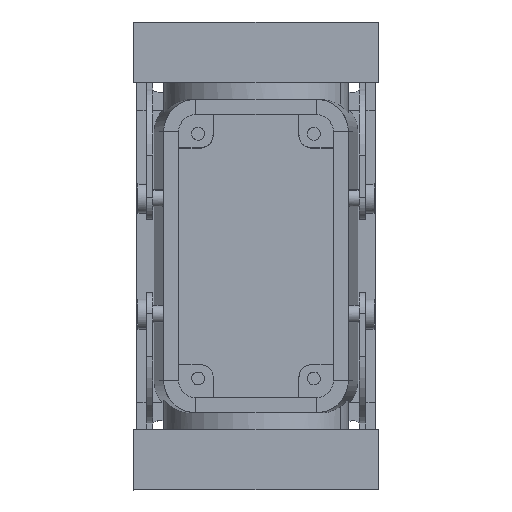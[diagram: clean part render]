
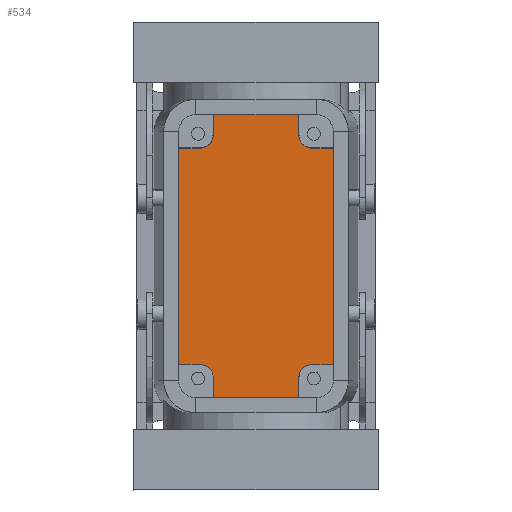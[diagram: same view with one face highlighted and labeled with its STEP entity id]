
A CAD part, top view. The second image highlights one B-rep face of the part: STEP entity #534.
In plain terms, the highlighted planar face has unit normal (0, 0, 1).
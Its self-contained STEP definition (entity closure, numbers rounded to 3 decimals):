
#411=AXIS2_PLACEMENT_3D('Circle Axis2P3D',#409,#410,$) ;
#425=AXIS2_PLACEMENT_3D('Plane Axis2P3D',#422,#423,#424) ;
#429=AXIS2_PLACEMENT_3D('Circle Axis2P3D',#427,#428,$) ;
#464=AXIS2_PLACEMENT_3D('Circle Axis2P3D',#462,#463,$) ;
#492=AXIS2_PLACEMENT_3D('Circle Axis2P3D',#490,#491,$) ;
#183=CARTESIAN_POINT('Vertex',(18.5,82.75,5.5)) ;
#186=CARTESIAN_POINT('Line Origine',(18.5,85.125,5.5)) ;
#190=CARTESIAN_POINT('Vertex',(18.5,87.5,5.5)) ;
#385=CARTESIAN_POINT('Vertex',(10.5,79.75,5.5)) ;
#388=CARTESIAN_POINT('Line Origine',(13.,79.75,5.5)) ;
#392=CARTESIAN_POINT('Vertex',(15.5,79.75,5.5)) ;
#409=CARTESIAN_POINT('Axis2P3D Location',(15.5,82.75,5.5)) ;
#422=CARTESIAN_POINT('Axis2P3D Location',(28.5,54.5,5.5)) ;
#427=CARTESIAN_POINT('Axis2P3D Location',(41.5,82.75,5.5)) ;
#431=CARTESIAN_POINT('Vertex',(38.5,82.75,5.5)) ;
#433=CARTESIAN_POINT('Vertex',(41.5,79.75,5.5)) ;
#436=CARTESIAN_POINT('Line Origine',(38.5,85.125,5.5)) ;
#440=CARTESIAN_POINT('Vertex',(38.5,87.5,5.5)) ;
#443=CARTESIAN_POINT('Line Origine',(28.5,87.5,5.5)) ;
#448=CARTESIAN_POINT('Line Origine',(10.5,54.5,5.5)) ;
#452=CARTESIAN_POINT('Vertex',(10.5,29.25,5.5)) ;
#455=CARTESIAN_POINT('Line Origine',(13.,29.25,5.5)) ;
#459=CARTESIAN_POINT('Vertex',(15.5,29.25,5.5)) ;
#462=CARTESIAN_POINT('Axis2P3D Location',(15.5,26.25,5.5)) ;
#466=CARTESIAN_POINT('Vertex',(18.5,26.25,5.5)) ;
#469=CARTESIAN_POINT('Line Origine',(18.5,23.875,5.5)) ;
#473=CARTESIAN_POINT('Vertex',(18.5,21.5,5.5)) ;
#476=CARTESIAN_POINT('Line Origine',(28.5,21.5,5.5)) ;
#480=CARTESIAN_POINT('Vertex',(38.5,21.5,5.5)) ;
#483=CARTESIAN_POINT('Line Origine',(38.5,23.875,5.5)) ;
#487=CARTESIAN_POINT('Vertex',(38.5,26.25,5.5)) ;
#490=CARTESIAN_POINT('Axis2P3D Location',(41.5,26.25,5.5)) ;
#494=CARTESIAN_POINT('Vertex',(41.5,29.25,5.5)) ;
#497=CARTESIAN_POINT('Line Origine',(44.,29.25,5.5)) ;
#501=CARTESIAN_POINT('Vertex',(46.5,29.25,5.5)) ;
#504=CARTESIAN_POINT('Line Origine',(46.5,54.5,5.5)) ;
#508=CARTESIAN_POINT('Vertex',(46.5,79.75,5.5)) ;
#511=CARTESIAN_POINT('Line Origine',(44.,79.75,5.5)) ;
#187=DIRECTION('Vector Direction',(0.,1.,0.)) ;
#389=DIRECTION('Vector Direction',(1.,0.,0.)) ;
#410=DIRECTION('Axis2P3D Direction',(-0.,0.,-1.)) ;
#423=DIRECTION('Axis2P3D Direction',(0.,-0.,1.)) ;
#424=DIRECTION('Axis2P3D XDirection',(0.,1.,0.)) ;
#428=DIRECTION('Axis2P3D Direction',(0.,-0.,1.)) ;
#437=DIRECTION('Vector Direction',(0.,1.,0.)) ;
#444=DIRECTION('Vector Direction',(-1.,0.,0.)) ;
#449=DIRECTION('Vector Direction',(0.,1.,0.)) ;
#456=DIRECTION('Vector Direction',(1.,0.,0.)) ;
#463=DIRECTION('Axis2P3D Direction',(0.,-0.,1.)) ;
#470=DIRECTION('Vector Direction',(0.,-1.,0.)) ;
#477=DIRECTION('Vector Direction',(1.,0.,0.)) ;
#484=DIRECTION('Vector Direction',(0.,-1.,0.)) ;
#491=DIRECTION('Axis2P3D Direction',(0.,-0.,1.)) ;
#498=DIRECTION('Vector Direction',(-1.,0.,0.)) ;
#505=DIRECTION('Vector Direction',(0.,-1.,0.)) ;
#512=DIRECTION('Vector Direction',(-1.,0.,0.)) ;
#188=VECTOR('Line Direction',#187,1.) ;
#390=VECTOR('Line Direction',#389,1.) ;
#438=VECTOR('Line Direction',#437,1.) ;
#445=VECTOR('Line Direction',#444,1.) ;
#450=VECTOR('Line Direction',#449,1.) ;
#457=VECTOR('Line Direction',#456,1.) ;
#471=VECTOR('Line Direction',#470,1.) ;
#478=VECTOR('Line Direction',#477,1.) ;
#485=VECTOR('Line Direction',#484,1.) ;
#499=VECTOR('Line Direction',#498,1.) ;
#506=VECTOR('Line Direction',#505,1.) ;
#513=VECTOR('Line Direction',#512,1.) ;
#517=ORIENTED_EDGE('',*,*,#435,.F.) ;
#518=ORIENTED_EDGE('',*,*,#442,.T.) ;
#519=ORIENTED_EDGE('',*,*,#447,.T.) ;
#520=ORIENTED_EDGE('',*,*,#192,.F.) ;
#521=ORIENTED_EDGE('',*,*,#413,.F.) ;
#522=ORIENTED_EDGE('',*,*,#394,.F.) ;
#523=ORIENTED_EDGE('',*,*,#454,.T.) ;
#524=ORIENTED_EDGE('',*,*,#461,.T.) ;
#525=ORIENTED_EDGE('',*,*,#468,.F.) ;
#526=ORIENTED_EDGE('',*,*,#475,.T.) ;
#527=ORIENTED_EDGE('',*,*,#482,.T.) ;
#528=ORIENTED_EDGE('',*,*,#489,.F.) ;
#529=ORIENTED_EDGE('',*,*,#496,.F.) ;
#530=ORIENTED_EDGE('',*,*,#503,.F.) ;
#531=ORIENTED_EDGE('',*,*,#510,.T.) ;
#532=ORIENTED_EDGE('',*,*,#515,.T.) ;
#534=ADVANCED_FACE('Housing',(#533),#426,.T.) ;
#412=CIRCLE('generated circle',#411,3.) ;
#430=CIRCLE('generated circle',#429,3.) ;
#465=CIRCLE('generated circle',#464,3.) ;
#493=CIRCLE('generated circle',#492,3.) ;
#192=EDGE_CURVE('',#184,#191,#189,.T.) ;
#394=EDGE_CURVE('',#386,#393,#391,.T.) ;
#413=EDGE_CURVE('',#393,#184,#412,.F.) ;
#435=EDGE_CURVE('',#432,#434,#430,.T.) ;
#442=EDGE_CURVE('',#432,#441,#439,.T.) ;
#447=EDGE_CURVE('',#441,#191,#446,.T.) ;
#454=EDGE_CURVE('',#386,#453,#451,.F.) ;
#461=EDGE_CURVE('',#453,#460,#458,.T.) ;
#468=EDGE_CURVE('',#467,#460,#465,.T.) ;
#475=EDGE_CURVE('',#467,#474,#472,.T.) ;
#482=EDGE_CURVE('',#474,#481,#479,.T.) ;
#489=EDGE_CURVE('',#488,#481,#486,.T.) ;
#496=EDGE_CURVE('',#495,#488,#493,.T.) ;
#503=EDGE_CURVE('',#502,#495,#500,.T.) ;
#510=EDGE_CURVE('',#502,#509,#507,.F.) ;
#515=EDGE_CURVE('',#509,#434,#514,.T.) ;
#516=EDGE_LOOP('',(#517,#518,#519,#520,#521,#522,#523,#524,#525,#526,#527,#528,#529,#530,#531,#532)) ;
#533=FACE_OUTER_BOUND('',#516,.T.) ;
#189=LINE('Line',#186,#188) ;
#391=LINE('Line',#388,#390) ;
#439=LINE('Line',#436,#438) ;
#446=LINE('Line',#443,#445) ;
#451=LINE('Line',#448,#450) ;
#458=LINE('Line',#455,#457) ;
#472=LINE('Line',#469,#471) ;
#479=LINE('Line',#476,#478) ;
#486=LINE('Line',#483,#485) ;
#500=LINE('Line',#497,#499) ;
#507=LINE('Line',#504,#506) ;
#514=LINE('Line',#511,#513) ;
#426=PLANE('',#425) ;
#184=VERTEX_POINT('',#183) ;
#191=VERTEX_POINT('',#190) ;
#386=VERTEX_POINT('',#385) ;
#393=VERTEX_POINT('',#392) ;
#432=VERTEX_POINT('',#431) ;
#434=VERTEX_POINT('',#433) ;
#441=VERTEX_POINT('',#440) ;
#453=VERTEX_POINT('',#452) ;
#460=VERTEX_POINT('',#459) ;
#467=VERTEX_POINT('',#466) ;
#474=VERTEX_POINT('',#473) ;
#481=VERTEX_POINT('',#480) ;
#488=VERTEX_POINT('',#487) ;
#495=VERTEX_POINT('',#494) ;
#502=VERTEX_POINT('',#501) ;
#509=VERTEX_POINT('',#508) ;
